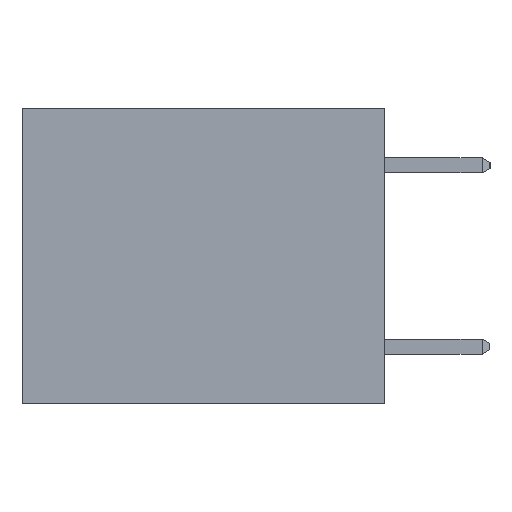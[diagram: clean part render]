
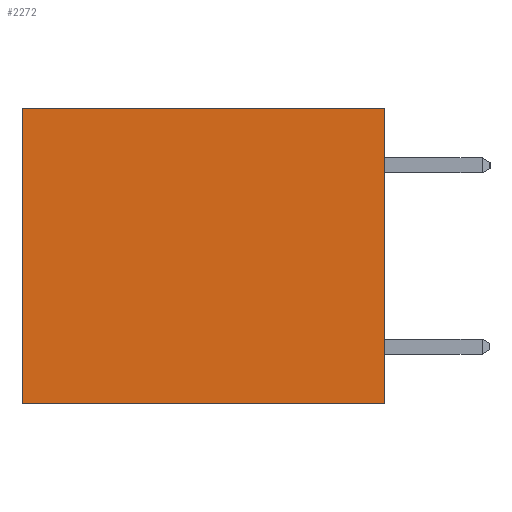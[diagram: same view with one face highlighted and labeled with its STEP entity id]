
A CAD part, left-side view. The second image highlights one B-rep face of the part: STEP entity #2272.
In plain terms, the highlighted planar face has unit normal (-1, 0, 0).
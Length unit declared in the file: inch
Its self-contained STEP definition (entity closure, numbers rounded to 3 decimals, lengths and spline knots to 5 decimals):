
#127 = LINE ( 'NONE', #11192, #5338 ) ;
#956 = ORIENTED_EDGE ( 'NONE', *, *, #9709, .T. ) ;
#998 = EDGE_LOOP ( 'NONE', ( #5083, #4440, #11025, #956 ) ) ;
#2272 = ADVANCED_FACE ( 'NONE', ( #6460 ), #2520, .F. ) ;
#2499 = DIRECTION ( 'NONE',  ( 0., 0., -1. ) ) ;
#2520 = PLANE ( 'NONE',  #11569 ) ;
#3085 = VERTEX_POINT ( 'NONE', #12484 ) ;
#3600 = CARTESIAN_POINT ( 'NONE',  ( 0.3165, 0., -0.49 ) ) ;
#3811 = CARTESIAN_POINT ( 'NONE',  ( 0.3165, 0.6, 0. ) ) ;
#4440 = ORIENTED_EDGE ( 'NONE', *, *, #8506, .F. ) ;
#5031 = LINE ( 'NONE', #6787, #11032 ) ;
#5083 = ORIENTED_EDGE ( 'NONE', *, *, #12116, .T. ) ;
#5338 = VECTOR ( 'NONE', #12238, 39.37008 ) ;
#6072 = VERTEX_POINT ( 'NONE', #3811 ) ;
#6460 = FACE_OUTER_BOUND ( 'NONE', #998, .T. ) ;
#6488 = DIRECTION ( 'NONE',  ( 0., 1., 0. ) ) ;
#6787 = CARTESIAN_POINT ( 'NONE',  ( 0.3165, 0., -0.49 ) ) ;
#7202 = LINE ( 'NONE', #9745, #9372 ) ;
#7328 = CARTESIAN_POINT ( 'NONE',  ( 0.3165, 0.6, -0.49 ) ) ;
#7453 = LINE ( 'NONE', #7328, #10796 ) ;
#7856 = VERTEX_POINT ( 'NONE', #12769 ) ;
#8060 = EDGE_CURVE ( 'NONE', #8747, #3085, #5031, .T. ) ;
#8506 = EDGE_CURVE ( 'NONE', #3085, #7856, #127, .T. ) ;
#8747 = VERTEX_POINT ( 'NONE', #10317 ) ;
#9372 = VECTOR ( 'NONE', #6488, 39.37008 ) ;
#9709 = EDGE_CURVE ( 'NONE', #8747, #6072, #7202, .T. ) ;
#9745 = CARTESIAN_POINT ( 'NONE',  ( 0.3165, 0., 0. ) ) ;
#10317 = CARTESIAN_POINT ( 'NONE',  ( 0.3165, 0., 0. ) ) ;
#10796 = VECTOR ( 'NONE', #11729, 39.37008 ) ;
#11025 = ORIENTED_EDGE ( 'NONE', *, *, #8060, .F. ) ;
#11032 = VECTOR ( 'NONE', #2499, 39.37008 ) ;
#11192 = CARTESIAN_POINT ( 'NONE',  ( 0.3165, 0., -0.49 ) ) ;
#11206 = DIRECTION ( 'NONE',  ( 1., 0., 0. ) ) ;
#11569 = AXIS2_PLACEMENT_3D ( 'NONE', #3600, #11206, #12295 ) ;
#11729 = DIRECTION ( 'NONE',  ( 0., 0., -1. ) ) ;
#12116 = EDGE_CURVE ( 'NONE', #6072, #7856, #7453, .T. ) ;
#12238 = DIRECTION ( 'NONE',  ( 0., 1., 0. ) ) ;
#12295 = DIRECTION ( 'NONE',  ( 0., 0., -1. ) ) ;
#12484 = CARTESIAN_POINT ( 'NONE',  ( 0.3165, 0., -0.49 ) ) ;
#12769 = CARTESIAN_POINT ( 'NONE',  ( 0.3165, 0.6, -0.49 ) ) ;
